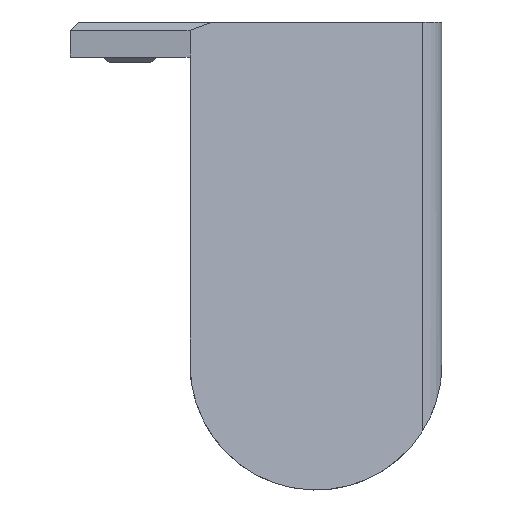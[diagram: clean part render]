
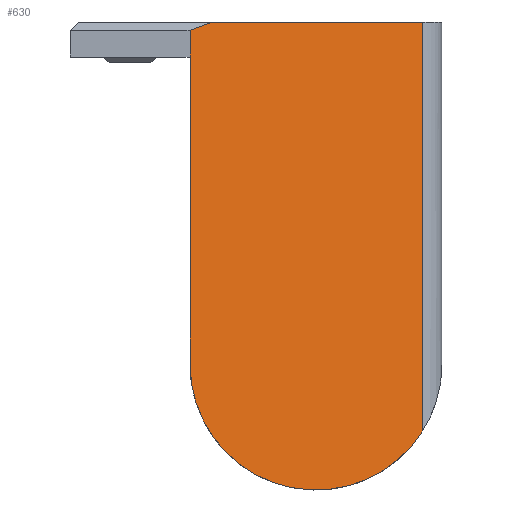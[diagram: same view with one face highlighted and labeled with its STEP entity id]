
A CAD part, left-side view. The second image highlights one B-rep face of the part: STEP entity #630.
In plain terms, the highlighted planar face has unit normal (-0.94, -0.342, 0).
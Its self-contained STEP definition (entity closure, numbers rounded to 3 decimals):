
#34=ELLIPSE('',#681,22.91,21.528);
#40=LINE('',#916,#101);
#52=LINE('',#938,#113);
#83=LINE('',#1064,#144);
#84=LINE('',#1067,#145);
#85=LINE('',#1068,#146);
#101=VECTOR('',#735,10.);
#113=VECTOR('',#753,10.);
#144=VECTOR('',#852,10.);
#145=VECTOR('',#855,10.);
#146=VECTOR('',#856,10.);
#194=FACE_OUTER_BOUND('',#236,.T.);
#236=EDGE_LOOP('',(#520,#521,#522,#523,#524,#525));
#274=VERTEX_POINT('',#908);
#276=VERTEX_POINT('',#913);
#277=VERTEX_POINT('',#915);
#302=VERTEX_POINT('',#1008);
#303=VERTEX_POINT('',#1009);
#314=VERTEX_POINT('',#1066);
#330=EDGE_CURVE('',#276,#277,#40,.T.);
#342=EDGE_CURVE('',#276,#274,#52,.T.);
#370=EDGE_CURVE('',#302,#303,#34,.T.);
#390=EDGE_CURVE('',#274,#302,#83,.T.);
#391=EDGE_CURVE('',#314,#303,#84,.T.);
#392=EDGE_CURVE('',#277,#314,#85,.T.);
#520=ORIENTED_EDGE('',*,*,#330,.F.);
#521=ORIENTED_EDGE('',*,*,#342,.T.);
#522=ORIENTED_EDGE('',*,*,#390,.T.);
#523=ORIENTED_EDGE('',*,*,#370,.T.);
#524=ORIENTED_EDGE('',*,*,#391,.F.);
#525=ORIENTED_EDGE('',*,*,#392,.F.);
#595=PLANE('',#699);
#630=ADVANCED_FACE('',(#194),#595,.T.);
#681=AXIS2_PLACEMENT_3D('',#1010,#806,#807);
#699=AXIS2_PLACEMENT_3D('',#1065,#853,#854);
#735=DIRECTION('',(0.324,-0.889,0.324));
#753=DIRECTION('',(0.,0.,-1.));
#806=DIRECTION('center_axis',(-0.94,-0.342,0.));
#807=DIRECTION('ref_axis',(-0.342,0.94,0.));
#852=DIRECTION('',(0.,0.,-1.));
#853=DIRECTION('center_axis',(-0.94,-0.342,0.));
#854=DIRECTION('ref_axis',(-0.342,0.94,0.));
#855=DIRECTION('',(0.,0.,-1.));
#856=DIRECTION('',(0.342,-0.94,0.));
#908=CARTESIAN_POINT('',(-89.,239.5,4.));
#913=CARTESIAN_POINT('',(-89.,239.5,8.6));
#915=CARTESIAN_POINT('',(-87.6,235.654,10.));
#916=CARTESIAN_POINT('',(-80.826,217.042,16.774));
#938=CARTESIAN_POINT('',(-89.,239.5,10.));
#1008=CARTESIAN_POINT('',(-89.,239.5,-48.472));
#1009=CARTESIAN_POINT('',(-74.526,199.734,-59.91));
#1010=CARTESIAN_POINT('Origin',(-81.164,217.972,-48.472));
#1064=CARTESIAN_POINT('',(-89.,239.5,10.));
#1065=CARTESIAN_POINT('Origin',(-74.526,199.734,10.));
#1066=CARTESIAN_POINT('',(-74.526,199.734,10.));
#1067=CARTESIAN_POINT('',(-74.526,199.734,10.));
#1068=CARTESIAN_POINT('',(-89.,239.5,10.));
